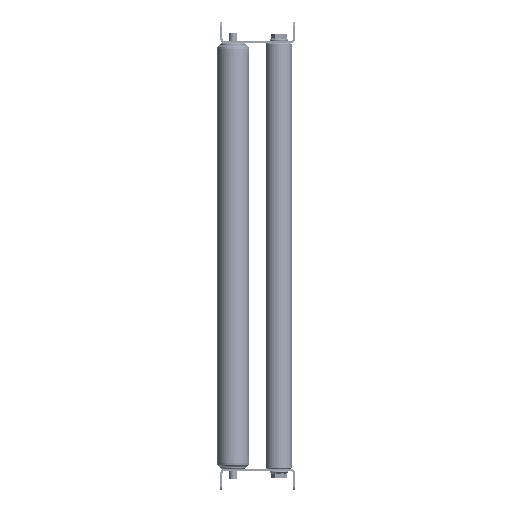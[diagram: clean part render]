
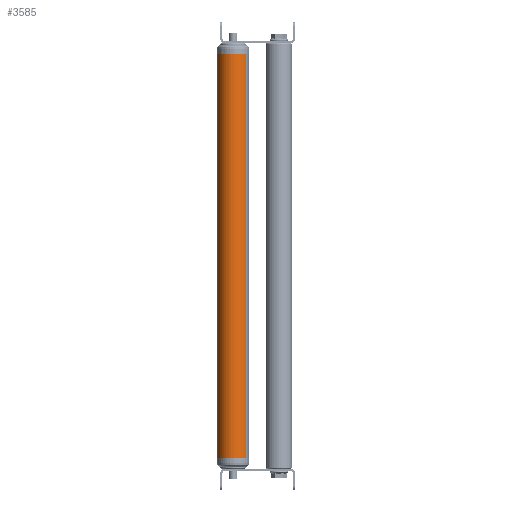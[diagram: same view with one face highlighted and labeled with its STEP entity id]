
A CAD part, left-side view. The second image highlights one B-rep face of the part: STEP entity #3585.
In plain terms, the highlighted cylindrical face has radius 15 mm (diameter 30 mm), a partial arc.
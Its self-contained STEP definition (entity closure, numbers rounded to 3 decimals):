
#1163 = CARTESIAN_POINT ( 'NONE',  ( 380., 0., -15. ) ) ;
#1630 = DIRECTION ( 'NONE',  ( -1., 0., 0. ) ) ;
#2166 = EDGE_LOOP ( 'NONE', ( #27882, #13204, #8303, #19822 ) ) ;
#3585 = ADVANCED_FACE ( 'NONE', ( #23568 ), #38462, .T. ) ;
#3879 = EDGE_CURVE ( 'NONE', #24017, #12705, #35251, .T. ) ;
#4824 = VECTOR ( 'NONE', #1630, 1000. ) ;
#6383 = DIRECTION ( 'NONE',  ( 1., 0., 0. ) ) ;
#7985 = CARTESIAN_POINT ( 'NONE',  ( 380., 0., 0. ) ) ;
#8303 = ORIENTED_EDGE ( 'NONE', *, *, #15051, .T. ) ;
#9896 = DIRECTION ( 'NONE',  ( -1., 0., 0. ) ) ;
#10343 = AXIS2_PLACEMENT_3D ( 'NONE', #39924, #6383, #28211 ) ;
#12705 = VERTEX_POINT ( 'NONE', #34942 ) ;
#13065 = CARTESIAN_POINT ( 'NONE',  ( 0., 0., 15. ) ) ;
#13073 = CARTESIAN_POINT ( 'NONE',  ( 380., 0., 15. ) ) ;
#13204 = ORIENTED_EDGE ( 'NONE', *, *, #3879, .T. ) ;
#13558 = LINE ( 'NONE', #13073, #36416 ) ;
#15051 = EDGE_CURVE ( 'NONE', #12705, #24944, #39281, .T. ) ;
#16652 = CARTESIAN_POINT ( 'NONE',  ( 380., 0., 0. ) ) ;
#19822 = ORIENTED_EDGE ( 'NONE', *, *, #42658, .F. ) ;
#19872 = DIRECTION ( 'NONE',  ( -1., 0., 0. ) ) ;
#19977 = DIRECTION ( 'NONE',  ( 0., 0., -1. ) ) ;
#21611 = EDGE_CURVE ( 'NONE', #24017, #34735, #33776, .T. ) ;
#23341 = CARTESIAN_POINT ( 'NONE',  ( 380., 0., -15. ) ) ;
#23568 = FACE_OUTER_BOUND ( 'NONE', #2166, .T. ) ;
#24017 = VERTEX_POINT ( 'NONE', #23341 ) ;
#24642 = CARTESIAN_POINT ( 'NONE',  ( 380., 0., 15. ) ) ;
#24944 = VERTEX_POINT ( 'NONE', #13065 ) ;
#25184 = AXIS2_PLACEMENT_3D ( 'NONE', #7985, #42252, #19977 ) ;
#27476 = DIRECTION ( 'NONE',  ( 0., 0., 1. ) ) ;
#27882 = ORIENTED_EDGE ( 'NONE', *, *, #21611, .F. ) ;
#28211 = DIRECTION ( 'NONE',  ( 0., 0., -1. ) ) ;
#33776 = CIRCLE ( 'NONE', #25184, 15. ) ;
#34735 = VERTEX_POINT ( 'NONE', #24642 ) ;
#34942 = CARTESIAN_POINT ( 'NONE',  ( 0., 0., -15. ) ) ;
#35251 = LINE ( 'NONE', #1163, #4824 ) ;
#36416 = VECTOR ( 'NONE', #9896, 1000. ) ;
#38462 = CYLINDRICAL_SURFACE ( 'NONE', #41371, 15. ) ;
#39281 = CIRCLE ( 'NONE', #10343, 15. ) ;
#39924 = CARTESIAN_POINT ( 'NONE',  ( 0., 0., 0. ) ) ;
#41371 = AXIS2_PLACEMENT_3D ( 'NONE', #16652, #19872, #27476 ) ;
#42252 = DIRECTION ( 'NONE',  ( 1., 0., 0. ) ) ;
#42658 = EDGE_CURVE ( 'NONE', #34735, #24944, #13558, .T. ) ;
